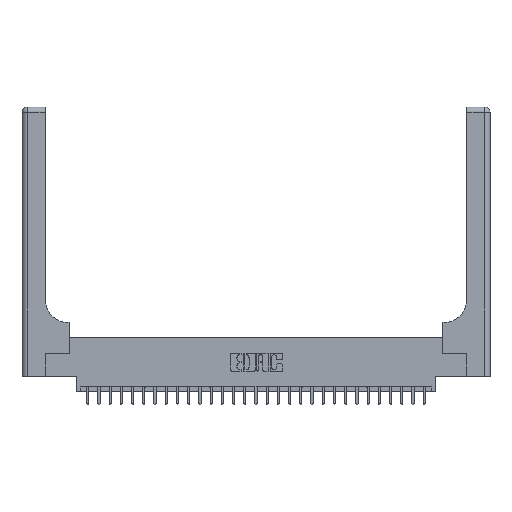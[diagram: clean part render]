
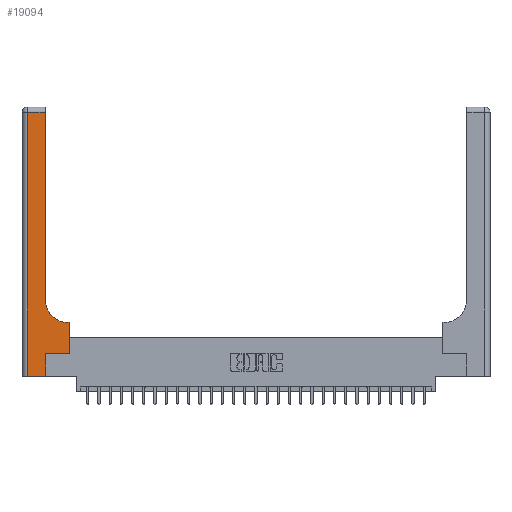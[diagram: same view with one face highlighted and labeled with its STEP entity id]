
A CAD part, top view. The second image highlights one B-rep face of the part: STEP entity #19094.
In plain terms, the highlighted planar face has unit normal (0, 0, 1).
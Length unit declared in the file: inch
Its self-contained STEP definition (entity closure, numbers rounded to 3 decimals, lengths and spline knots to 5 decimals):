
#557 = VERTEX_POINT ( 'NONE', #8412 ) ;
#779 = EDGE_CURVE ( 'NONE', #16603, #557, #19871, .T. ) ;
#1073 = CARTESIAN_POINT ( 'NONE',  ( 0.06, 2.94, 0.37 ) ) ;
#3148 = PLANE ( 'NONE',  #16464 ) ;
#3659 = LINE ( 'NONE', #25179, #14282 ) ;
#4112 = EDGE_CURVE ( 'NONE', #557, #26393, #9053, .T. ) ;
#4244 = EDGE_CURVE ( 'NONE', #13285, #17337, #26642, .T. ) ;
#4474 = EDGE_CURVE ( 'NONE', #15498, #20671, #26932, .T. ) ;
#4743 = VECTOR ( 'NONE', #5158, 39.37008 ) ;
#5158 = DIRECTION ( 'NONE',  ( 1., 0., 0. ) ) ;
#5235 = DIRECTION ( 'NONE',  ( 0., 0., -1. ) ) ;
#5243 = ORIENTED_EDGE ( 'NONE', *, *, #779, .T. ) ;
#5673 = CIRCLE ( 'NONE', #22659, 0.25 ) ;
#6122 = EDGE_CURVE ( 'NONE', #10112, #17573, #12265, .T. ) ;
#6240 = DIRECTION ( 'NONE',  ( 0., 1., 0. ) ) ;
#6523 = ORIENTED_EDGE ( 'NONE', *, *, #14410, .T. ) ;
#7232 = EDGE_CURVE ( 'NONE', #20671, #10112, #3659, .T. ) ;
#7881 = VECTOR ( 'NONE', #25774, 39.37008 ) ;
#8412 = CARTESIAN_POINT ( 'NONE',  ( 0.26, 2.94, 0.37 ) ) ;
#8548 = ORIENTED_EDGE ( 'NONE', *, *, #6122, .T. ) ;
#9053 = LINE ( 'NONE', #24988, #14076 ) ;
#9970 = CARTESIAN_POINT ( 'NONE',  ( 0.265, 0., 0.37 ) ) ;
#10112 = VERTEX_POINT ( 'NONE', #18286 ) ;
#10712 = DIRECTION ( 'NONE',  ( 0., 1., 0. ) ) ;
#10813 = DIRECTION ( 'NONE',  ( -1., 0., 0. ) ) ;
#11112 = DIRECTION ( 'NONE',  ( 0., 0., -1. ) ) ;
#11198 = CARTESIAN_POINT ( 'NONE',  ( 0.26, 3., 0.37 ) ) ;
#11225 = ORIENTED_EDGE ( 'NONE', *, *, #12414, .T. ) ;
#11316 = VECTOR ( 'NONE', #10712, 39.37008 ) ;
#12265 = LINE ( 'NONE', #13363, #17921 ) ;
#12414 = EDGE_CURVE ( 'NONE', #17337, #16603, #5673, .T. ) ;
#12792 = CARTESIAN_POINT ( 'NONE',  ( 0.528, 0.25, 0.37 ) ) ;
#12807 = DIRECTION ( 'NONE',  ( 0., -1., 0. ) ) ;
#12909 = ORIENTED_EDGE ( 'NONE', *, *, #4474, .T. ) ;
#13285 = VERTEX_POINT ( 'NONE', #21149 ) ;
#13363 = CARTESIAN_POINT ( 'NONE',  ( 0.265, 0.25, 0.37 ) ) ;
#13928 = CARTESIAN_POINT ( 'NONE',  ( 0.06, 0., 0.37 ) ) ;
#14076 = VECTOR ( 'NONE', #14655, 39.37008 ) ;
#14282 = VECTOR ( 'NONE', #6240, 39.37008 ) ;
#14410 = EDGE_CURVE ( 'NONE', #26393, #15498, #25212, .T. ) ;
#14655 = DIRECTION ( 'NONE',  ( -1., 0., 0. ) ) ;
#14827 = VECTOR ( 'NONE', #12807, 39.37008 ) ;
#15498 = VERTEX_POINT ( 'NONE', #13928 ) ;
#15762 = CARTESIAN_POINT ( 'NONE',  ( 0., 0., 0.37 ) ) ;
#16464 = AXIS2_PLACEMENT_3D ( 'NONE', #26099, #5235, #20086 ) ;
#16603 = VERTEX_POINT ( 'NONE', #25465 ) ;
#17145 = CARTESIAN_POINT ( 'NONE',  ( 0.26, 0.6, 0.37 ) ) ;
#17337 = VERTEX_POINT ( 'NONE', #23936 ) ;
#17573 = VERTEX_POINT ( 'NONE', #22871 ) ;
#17643 = LINE ( 'NONE', #12792, #11316 ) ;
#17921 = VECTOR ( 'NONE', #21710, 39.37008 ) ;
#18286 = CARTESIAN_POINT ( 'NONE',  ( 0.265, 0.25, 0.37 ) ) ;
#18533 = ORIENTED_EDGE ( 'NONE', *, *, #7232, .T. ) ;
#18784 = EDGE_CURVE ( 'NONE', #17573, #13285, #17643, .T. ) ;
#19094 = ADVANCED_FACE ( 'NONE', ( #26867 ), #3148, .F. ) ;
#19871 = LINE ( 'NONE', #11198, #7881 ) ;
#20086 = DIRECTION ( 'NONE',  ( -1., 0., 0. ) ) ;
#20495 = ORIENTED_EDGE ( 'NONE', *, *, #18784, .T. ) ;
#20671 = VERTEX_POINT ( 'NONE', #9970 ) ;
#21149 = CARTESIAN_POINT ( 'NONE',  ( 0.528, 0.6, 0.37 ) ) ;
#21286 = VECTOR ( 'NONE', #10813, 39.37008 ) ;
#21710 = DIRECTION ( 'NONE',  ( 1., 0., 0. ) ) ;
#22110 = ORIENTED_EDGE ( 'NONE', *, *, #4112, .T. ) ;
#22214 = EDGE_LOOP ( 'NONE', ( #5243, #22110, #6523, #12909, #18533, #8548, #20495, #26507, #11225 ) ) ;
#22659 = AXIS2_PLACEMENT_3D ( 'NONE', #23681, #11112, #25697 ) ;
#22871 = CARTESIAN_POINT ( 'NONE',  ( 0.528, 0.25, 0.37 ) ) ;
#23681 = CARTESIAN_POINT ( 'NONE',  ( 0.51, 0.85, 0.37 ) ) ;
#23936 = CARTESIAN_POINT ( 'NONE',  ( 0.51, 0.6, 0.37 ) ) ;
#24988 = CARTESIAN_POINT ( 'NONE',  ( 0., 2.94, 0.37 ) ) ;
#25179 = CARTESIAN_POINT ( 'NONE',  ( 0.265, 0., 0.37 ) ) ;
#25212 = LINE ( 'NONE', #25261, #14827 ) ;
#25261 = CARTESIAN_POINT ( 'NONE',  ( 0.06, 3., 0.37 ) ) ;
#25465 = CARTESIAN_POINT ( 'NONE',  ( 0.26, 0.85, 0.37 ) ) ;
#25697 = DIRECTION ( 'NONE',  ( 1., 0., 0. ) ) ;
#25774 = DIRECTION ( 'NONE',  ( 0., 1., 0. ) ) ;
#26099 = CARTESIAN_POINT ( 'NONE',  ( 0., 3., 0.37 ) ) ;
#26393 = VERTEX_POINT ( 'NONE', #1073 ) ;
#26507 = ORIENTED_EDGE ( 'NONE', *, *, #4244, .T. ) ;
#26642 = LINE ( 'NONE', #17145, #21286 ) ;
#26867 = FACE_OUTER_BOUND ( 'NONE', #22214, .T. ) ;
#26932 = LINE ( 'NONE', #15762, #4743 ) ;
